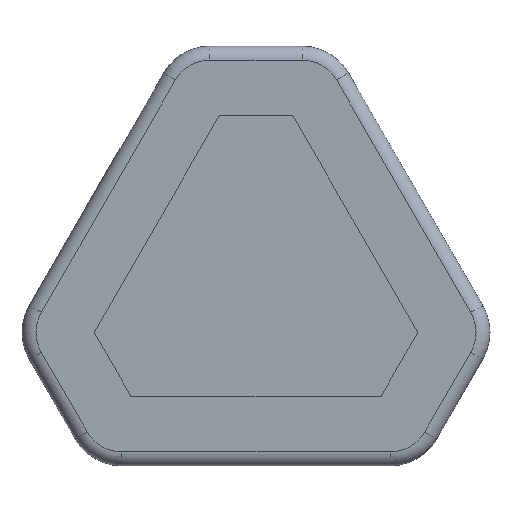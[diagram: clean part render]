
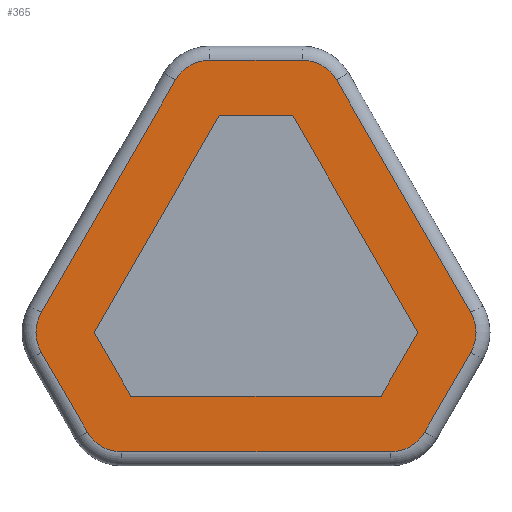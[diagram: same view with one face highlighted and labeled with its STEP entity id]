
A CAD part, front view. The second image highlights one B-rep face of the part: STEP entity #365.
In plain terms, the highlighted planar face has unit normal (0, -1, 0).
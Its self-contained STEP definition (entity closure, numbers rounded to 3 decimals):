
#4 = ORIENTED_EDGE ( 'NONE', *, *, #393, .F. ) ;
#11 = CARTESIAN_POINT ( 'NONE',  ( -13.318, 0., 26.811 ) ) ;
#15 = ORIENTED_EDGE ( 'NONE', *, *, #1055, .T. ) ;
#24 = DIRECTION ( 'NONE',  ( 0.5, 0., -0.866 ) ) ;
#27 = LINE ( 'NONE', #483, #1464 ) ;
#66 = VECTOR ( 'NONE', #1580, 1000. ) ;
#82 = VERTEX_POINT ( 'NONE', #1204 ) ;
#97 = CARTESIAN_POINT ( 'NONE',  ( -1.882, 0., -7.892 ) ) ;
#140 = VERTEX_POINT ( 'NONE', #779 ) ;
#141 = VERTEX_POINT ( 'NONE', #1369 ) ;
#143 = VERTEX_POINT ( 'NONE', #793 ) ;
#148 = VERTEX_POINT ( 'NONE', #1089 ) ;
#156 = VECTOR ( 'NONE', #341, 1000. ) ;
#166 = LINE ( 'NONE', #1370, #939 ) ;
#204 = DIRECTION ( 'NONE',  ( 0., 0., 1. ) ) ;
#208 = CARTESIAN_POINT ( 'NONE',  ( -33.353, 0., -7.892 ) ) ;
#214 = VECTOR ( 'NONE', #1900, 1000. ) ;
#220 = VERTEX_POINT ( 'NONE', #685 ) ;
#256 = CARTESIAN_POINT ( 'NONE',  ( -21.918, 0., 23.111 ) ) ;
#258 = DIRECTION ( 'NONE',  ( -0.5, 0., -0.866 ) ) ;
#274 = EDGE_CURVE ( 'NONE', #143, #140, #1734, .T. ) ;
#281 = FACE_OUTER_BOUND ( 'NONE', #772, .T. ) ;
#326 = CARTESIAN_POINT ( 'NONE',  ( -30.149, 0., -6.042 ) ) ;
#333 = VERTEX_POINT ( 'NONE', #97 ) ;
#337 = DIRECTION ( 'NONE',  ( 0., -1., 0. ) ) ;
#341 = DIRECTION ( 'NONE',  ( 0.5, 0., -0.866 ) ) ;
#342 = DIRECTION ( 'NONE',  ( -0.5, 0., 0.866 ) ) ;
#351 = ORIENTED_EDGE ( 'NONE', *, *, #1716, .T. ) ;
#358 = ORIENTED_EDGE ( 'NONE', *, *, #1473, .F. ) ;
#362 = CARTESIAN_POINT ( 'NONE',  ( -34.449, 0., 1.406 ) ) ;
#365 = ADVANCED_FACE ( 'NONE', ( #281, #1059 ), #465, .F. ) ;
#370 = VERTEX_POINT ( 'NONE', #11 ) ;
#371 = ORIENTED_EDGE ( 'NONE', *, *, #1192, .F. ) ;
#393 = EDGE_CURVE ( 'NONE', #955, #148, #1036, .T. ) ;
#401 = AXIS2_PLACEMENT_3D ( 'NONE', #326, #337, #204 ) ;
#415 = CARTESIAN_POINT ( 'NONE',  ( -29.283, 0., -4.542 ) ) ;
#422 = CARTESIAN_POINT ( 'NONE',  ( 2.418, 0., -0.444 ) ) ;
#442 = CARTESIAN_POINT ( 'NONE',  ( -13.318, 0., 23.111 ) ) ;
#455 = DIRECTION ( 'NONE',  ( 0.5, 0., 0.866 ) ) ;
#465 = PLANE ( 'NONE',  #596 ) ;
#471 = VECTOR ( 'NONE', #342, 1000. ) ;
#472 = CARTESIAN_POINT ( 'NONE',  ( -5.953, 0., -4.542 ) ) ;
#483 = CARTESIAN_POINT ( 'NONE',  ( 2.418, 0., -0.444 ) ) ;
#493 = DIRECTION ( 'NONE',  ( -1., 0., 0. ) ) ;
#508 = VECTOR ( 'NONE', #721, 1000. ) ;
#525 = CARTESIAN_POINT ( 'NONE',  ( -21.918, 0., 26.811 ) ) ;
#546 = DIRECTION ( 'NONE',  ( 1., 0., 0. ) ) ;
#561 = AXIS2_PLACEMENT_3D ( 'NONE', #362, #963, #1564 ) ;
#585 = VECTOR ( 'NONE', #546, 1000. ) ;
#593 = EDGE_LOOP ( 'NONE', ( #371, #358, #1849, #880, #1897, #4 ) ) ;
#596 = AXIS2_PLACEMENT_3D ( 'NONE', #1682, #926, #1669 ) ;
#615 = VERTEX_POINT ( 'NONE', #422 ) ;
#619 = CARTESIAN_POINT ( 'NONE',  ( -14.184, 0., 21.611 ) ) ;
#621 = CARTESIAN_POINT ( 'NONE',  ( -21.052, 0., 21.611 ) ) ;
#661 = VERTEX_POINT ( 'NONE', #415 ) ;
#678 = AXIS2_PLACEMENT_3D ( 'NONE', #256, #1638, #1492 ) ;
#684 = CARTESIAN_POINT ( 'NONE',  ( -5.087, 0., -9.742 ) ) ;
#685 = CARTESIAN_POINT ( 'NONE',  ( -32.717, 0., 1.406 ) ) ;
#719 = CARTESIAN_POINT ( 'NONE',  ( -1.28, 0., -0.739 ) ) ;
#721 = DIRECTION ( 'NONE',  ( 0.5, 0., 0.866 ) ) ;
#727 = EDGE_CURVE ( 'NONE', #615, #1639, #1790, .T. ) ;
#746 = AXIS2_PLACEMENT_3D ( 'NONE', #442, #1034, #1335 ) ;
#772 = EDGE_LOOP ( 'NONE', ( #832, #863, #1865, #15, #1463, #351, #1685, #1014, #1884, #1199, #1552, #1315 ) ) ;
#778 = CARTESIAN_POINT ( 'NONE',  ( -25.146, 0., 14.518 ) ) ;
#779 = CARTESIAN_POINT ( 'NONE',  ( -33.353, 0., -7.892 ) ) ;
#791 = LINE ( 'NONE', #525, #1600 ) ;
#793 = CARTESIAN_POINT ( 'NONE',  ( -37.653, 0., -0.444 ) ) ;
#803 = EDGE_CURVE ( 'NONE', #1087, #889, #977, .T. ) ;
#832 = ORIENTED_EDGE ( 'NONE', *, *, #1481, .T. ) ;
#846 = LINE ( 'NONE', #1141, #877 ) ;
#847 = AXIS2_PLACEMENT_3D ( 'NONE', #1062, #1672, #1361 ) ;
#852 = LINE ( 'NONE', #719, #1177 ) ;
#863 = ORIENTED_EDGE ( 'NONE', *, *, #1918, .T. ) ;
#877 = VECTOR ( 'NONE', #258, 1000. ) ;
#880 = ORIENTED_EDGE ( 'NONE', *, *, #1143, .F. ) ;
#889 = VERTEX_POINT ( 'NONE', #684 ) ;
#902 = LINE ( 'NONE', #1090, #471 ) ;
#926 = DIRECTION ( 'NONE',  ( 0., 1., 0. ) ) ;
#939 = VECTOR ( 'NONE', #24, 1000. ) ;
#955 = VERTEX_POINT ( 'NONE', #472 ) ;
#963 = DIRECTION ( 'NONE',  ( 0., -1., 0. ) ) ;
#971 = CIRCLE ( 'NONE', #561, 3.7 ) ;
#977 = LINE ( 'NONE', #1452, #66 ) ;
#982 = EDGE_CURVE ( 'NONE', #148, #1484, #852, .T. ) ;
#1014 = ORIENTED_EDGE ( 'NONE', *, *, #1927, .T. ) ;
#1034 = DIRECTION ( 'NONE',  ( 0., -1., 0. ) ) ;
#1036 = LINE ( 'NONE', #1791, #508 ) ;
#1051 = VECTOR ( 'NONE', #493, 1000. ) ;
#1055 = EDGE_CURVE ( 'NONE', #1937, #141, #1264, .T. ) ;
#1059 = FACE_BOUND ( 'NONE', #593, .T. ) ;
#1062 = CARTESIAN_POINT ( 'NONE',  ( -5.087, 0., -6.042 ) ) ;
#1087 = VERTEX_POINT ( 'NONE', #1930 ) ;
#1089 = CARTESIAN_POINT ( 'NONE',  ( -2.519, 0., 1.406 ) ) ;
#1090 = CARTESIAN_POINT ( 'NONE',  ( -10.113, 0., 24.961 ) ) ;
#1117 = DIRECTION ( 'NONE',  ( -1., 0., 0. ) ) ;
#1141 = CARTESIAN_POINT ( 'NONE',  ( -37.653, 0., 3.256 ) ) ;
#1143 = EDGE_CURVE ( 'NONE', #1484, #1427, #1700, .T. ) ;
#1177 = VECTOR ( 'NONE', #1353, 1000. ) ;
#1192 = EDGE_CURVE ( 'NONE', #661, #955, #1799, .T. ) ;
#1199 = ORIENTED_EDGE ( 'NONE', *, *, #1460, .T. ) ;
#1204 = CARTESIAN_POINT ( 'NONE',  ( -37.653, 0., 3.256 ) ) ;
#1205 = CARTESIAN_POINT ( 'NONE',  ( 0., 0., 21.611 ) ) ;
#1225 = EDGE_CURVE ( 'NONE', #141, #82, #846, .T. ) ;
#1264 = CIRCLE ( 'NONE', #678, 3.7 ) ;
#1284 = CARTESIAN_POINT ( 'NONE',  ( 0., 0., -4.542 ) ) ;
#1289 = CARTESIAN_POINT ( 'NONE',  ( 2.418, 0., 3.256 ) ) ;
#1315 = ORIENTED_EDGE ( 'NONE', *, *, #727, .T. ) ;
#1316 = CARTESIAN_POINT ( 'NONE',  ( -10.113, 0., 24.961 ) ) ;
#1320 = DIRECTION ( 'NONE',  ( 0., 0., 1. ) ) ;
#1328 = CARTESIAN_POINT ( 'NONE',  ( -0.787, 0., 1.406 ) ) ;
#1335 = DIRECTION ( 'NONE',  ( 0., 0., 1. ) ) ;
#1341 = VERTEX_POINT ( 'NONE', #1316 ) ;
#1353 = DIRECTION ( 'NONE',  ( -0.5, 0., 0.866 ) ) ;
#1361 = DIRECTION ( 'NONE',  ( 0., 0., 1. ) ) ;
#1369 = CARTESIAN_POINT ( 'NONE',  ( -25.122, 0., 24.961 ) ) ;
#1370 = CARTESIAN_POINT ( 'NONE',  ( -23.929, 0., -13.815 ) ) ;
#1412 = AXIS2_PLACEMENT_3D ( 'NONE', #1328, #1649, #1320 ) ;
#1415 = EDGE_CURVE ( 'NONE', #333, #615, #27, .T. ) ;
#1427 = VERTEX_POINT ( 'NONE', #621 ) ;
#1432 = CIRCLE ( 'NONE', #847, 3.7 ) ;
#1452 = CARTESIAN_POINT ( 'NONE',  ( -5.087, 0., -9.742 ) ) ;
#1460 = EDGE_CURVE ( 'NONE', #889, #333, #1432, .T. ) ;
#1463 = ORIENTED_EDGE ( 'NONE', *, *, #1225, .T. ) ;
#1464 = VECTOR ( 'NONE', #455, 1000. ) ;
#1473 = EDGE_CURVE ( 'NONE', #220, #661, #166, .T. ) ;
#1481 = EDGE_CURVE ( 'NONE', #1639, #1341, #902, .T. ) ;
#1484 = VERTEX_POINT ( 'NONE', #619 ) ;
#1492 = DIRECTION ( 'NONE',  ( 0., 0., 1. ) ) ;
#1520 = LINE ( 'NONE', #778, #214 ) ;
#1552 = ORIENTED_EDGE ( 'NONE', *, *, #1415, .T. ) ;
#1564 = DIRECTION ( 'NONE',  ( 0., 0., 1. ) ) ;
#1580 = DIRECTION ( 'NONE',  ( 1., 0., 0. ) ) ;
#1597 = CIRCLE ( 'NONE', #746, 3.7 ) ;
#1600 = VECTOR ( 'NONE', #1117, 1000. ) ;
#1638 = DIRECTION ( 'NONE',  ( 0., -1., 0. ) ) ;
#1639 = VERTEX_POINT ( 'NONE', #1289 ) ;
#1649 = DIRECTION ( 'NONE',  ( 0., -1., 0. ) ) ;
#1669 = DIRECTION ( 'NONE',  ( 0., 0., 1. ) ) ;
#1672 = DIRECTION ( 'NONE',  ( 0., -1., 0. ) ) ;
#1682 = CARTESIAN_POINT ( 'NONE',  ( 0., 0., 0. ) ) ;
#1685 = ORIENTED_EDGE ( 'NONE', *, *, #274, .T. ) ;
#1686 = CARTESIAN_POINT ( 'NONE',  ( -21.918, 0., 26.811 ) ) ;
#1700 = LINE ( 'NONE', #1205, #1051 ) ;
#1716 = EDGE_CURVE ( 'NONE', #82, #143, #971, .T. ) ;
#1727 = EDGE_CURVE ( 'NONE', #370, #1937, #791, .T. ) ;
#1734 = LINE ( 'NONE', #208, #156 ) ;
#1735 = EDGE_CURVE ( 'NONE', #1427, #220, #1520, .T. ) ;
#1756 = CIRCLE ( 'NONE', #401, 3.7 ) ;
#1790 = CIRCLE ( 'NONE', #1412, 3.7 ) ;
#1791 = CARTESIAN_POINT ( 'NONE',  ( -2.498, 0., 1.442 ) ) ;
#1799 = LINE ( 'NONE', #1284, #585 ) ;
#1849 = ORIENTED_EDGE ( 'NONE', *, *, #1735, .F. ) ;
#1865 = ORIENTED_EDGE ( 'NONE', *, *, #1727, .T. ) ;
#1884 = ORIENTED_EDGE ( 'NONE', *, *, #803, .T. ) ;
#1897 = ORIENTED_EDGE ( 'NONE', *, *, #982, .F. ) ;
#1900 = DIRECTION ( 'NONE',  ( -0.5, 0., -0.866 ) ) ;
#1918 = EDGE_CURVE ( 'NONE', #1341, #370, #1597, .T. ) ;
#1927 = EDGE_CURVE ( 'NONE', #140, #1087, #1756, .T. ) ;
#1930 = CARTESIAN_POINT ( 'NONE',  ( -30.149, 0., -9.742 ) ) ;
#1937 = VERTEX_POINT ( 'NONE', #1686 ) ;
